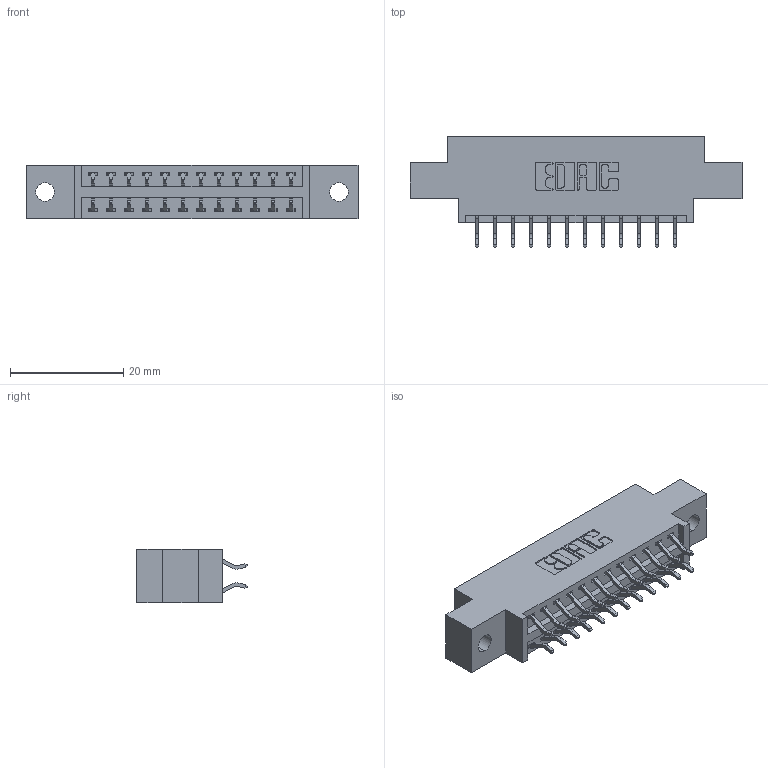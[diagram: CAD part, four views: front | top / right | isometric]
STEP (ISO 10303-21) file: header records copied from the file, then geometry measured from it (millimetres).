
FILE_DESCRIPTION (( 'STEP AP203' ), '1' );
FILE_NAME ('346-024-556-802.STEP', '2022-05-19T00:07:27', ( '' ), ( '' ), 'SwSTEP 2.0', 'SolidWorks 2020', '' );
FILE_SCHEMA (( 'CONFIG_CONTROL_DESIGN' ));
Length unit declared in the file: inch
Products named in the file (3): 346-024-556-802; 346 Part_0.170 Offset - 0.128 Dia; 345-292-001_556 Tail
Assembly tree (25 placements, depth 2):
  346-024-556-802
    346 Part_0.170 Offset - 0.128 Dia
    345-292-001_556 Tail  x24
Bounding box: 58.67 x 19.57 x 9.4 mm (x, y, z)
Volume: 5296.2 mm3; surface area: 6696.5 mm2
Topology: 25 solids, 25 shells, 1518 faces, 4493 edges, 2962 vertices
Faces by surface type: plane 1016, cylinder 502
Entity records: 12225 total; most frequent: CARTESIAN_POINT 2072, ORIENTED_EDGE 1994, DIRECTION 1865, EDGE_CURVE 997, LINE 809, VECTOR 809, VERTEX_POINT 662, AXIS2_PLACEMENT_3D 528
